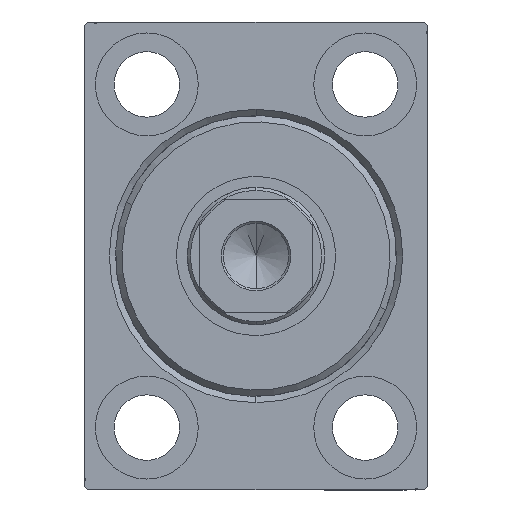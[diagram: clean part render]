
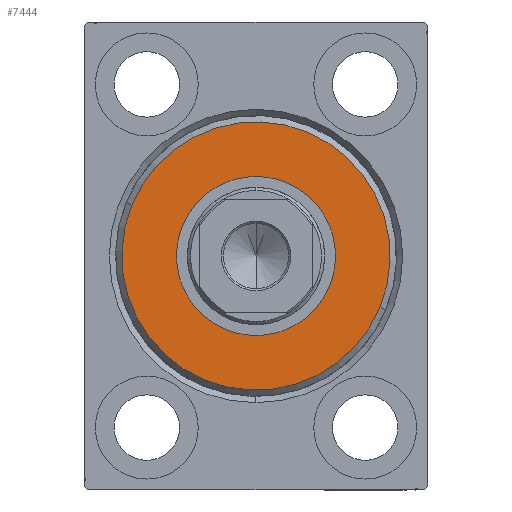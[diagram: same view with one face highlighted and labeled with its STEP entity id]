
A CAD part, left-side view. The second image highlights one B-rep face of the part: STEP entity #7444.
In plain terms, the highlighted face is planar.
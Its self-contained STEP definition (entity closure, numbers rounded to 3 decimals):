
#2325 = EDGE_CURVE ( 'NONE', #35457, #9992, #10287, .T. ) ;
#2715 = DIRECTION ( 'NONE',  ( 1., 0., 0. ) ) ;
#3466 = EDGE_LOOP ( 'NONE', ( #40581, #30598 ) ) ;
#4646 = DIRECTION ( 'NONE',  ( -1., 0., 0. ) ) ;
#5675 = AXIS2_PLACEMENT_3D ( 'NONE', #12355, #13018, #26657 ) ;
#7444 = ADVANCED_FACE ( 'NONE', ( #8033, #42272 ), #15187, .T. ) ;
#8033 = FACE_OUTER_BOUND ( 'NONE', #39320, .T. ) ;
#9752 = ORIENTED_EDGE ( 'NONE', *, *, #2325, .T. ) ;
#9992 = VERTEX_POINT ( 'NONE', #37578 ) ;
#10287 = CIRCLE ( 'NONE', #23887, 21.5 ) ;
#11149 = DIRECTION ( 'NONE',  ( 0., 0., -1. ) ) ;
#11179 = CARTESIAN_POINT ( 'NONE',  ( 3., 0., 0. ) ) ;
#11612 = DIRECTION ( 'NONE',  ( 0., 0., -1. ) ) ;
#12355 = CARTESIAN_POINT ( 'NONE',  ( 3., 0., 0. ) ) ;
#13018 = DIRECTION ( 'NONE',  ( -1., 0., 0. ) ) ;
#13822 = CARTESIAN_POINT ( 'NONE',  ( 3., 0., 12.75 ) ) ;
#14718 = VERTEX_POINT ( 'NONE', #13822 ) ;
#15187 = PLANE ( 'NONE',  #20299 ) ;
#15529 = EDGE_CURVE ( 'NONE', #9992, #35457, #43985, .T. ) ;
#16378 = DIRECTION ( 'NONE',  ( 0., 0., -1. ) ) ;
#16431 = ORIENTED_EDGE ( 'NONE', *, *, #15529, .T. ) ;
#17584 = DIRECTION ( 'NONE',  ( 0., 0., -1. ) ) ;
#20014 = AXIS2_PLACEMENT_3D ( 'NONE', #41806, #4646, #11149 ) ;
#20299 = AXIS2_PLACEMENT_3D ( 'NONE', #11179, #32177, #11612 ) ;
#23887 = AXIS2_PLACEMENT_3D ( 'NONE', #33368, #2715, #16378 ) ;
#24695 = AXIS2_PLACEMENT_3D ( 'NONE', #28512, #38809, #17584 ) ;
#26380 = CIRCLE ( 'NONE', #5675, 12.75 ) ;
#26657 = DIRECTION ( 'NONE',  ( 0., 0., -1. ) ) ;
#28512 = CARTESIAN_POINT ( 'NONE',  ( 3., 0., 0. ) ) ;
#30598 = ORIENTED_EDGE ( 'NONE', *, *, #33376, .T. ) ;
#31157 = EDGE_CURVE ( 'NONE', #14718, #39515, #26380, .T. ) ;
#32133 = CIRCLE ( 'NONE', #20014, 12.75 ) ;
#32177 = DIRECTION ( 'NONE',  ( 1., 0., 0. ) ) ;
#33368 = CARTESIAN_POINT ( 'NONE',  ( 3., 0., 0. ) ) ;
#33376 = EDGE_CURVE ( 'NONE', #39515, #14718, #32133, .T. ) ;
#33417 = CARTESIAN_POINT ( 'NONE',  ( 3., 0., -12.75 ) ) ;
#35457 = VERTEX_POINT ( 'NONE', #41046 ) ;
#37578 = CARTESIAN_POINT ( 'NONE',  ( 3., 0., -21.5 ) ) ;
#38809 = DIRECTION ( 'NONE',  ( 1., 0., 0. ) ) ;
#39320 = EDGE_LOOP ( 'NONE', ( #9752, #16431 ) ) ;
#39515 = VERTEX_POINT ( 'NONE', #33417 ) ;
#40581 = ORIENTED_EDGE ( 'NONE', *, *, #31157, .T. ) ;
#41046 = CARTESIAN_POINT ( 'NONE',  ( 3., 0., 21.5 ) ) ;
#41806 = CARTESIAN_POINT ( 'NONE',  ( 3., 0., 0. ) ) ;
#42272 = FACE_BOUND ( 'NONE', #3466, .T. ) ;
#43985 = CIRCLE ( 'NONE', #24695, 21.5 ) ;
